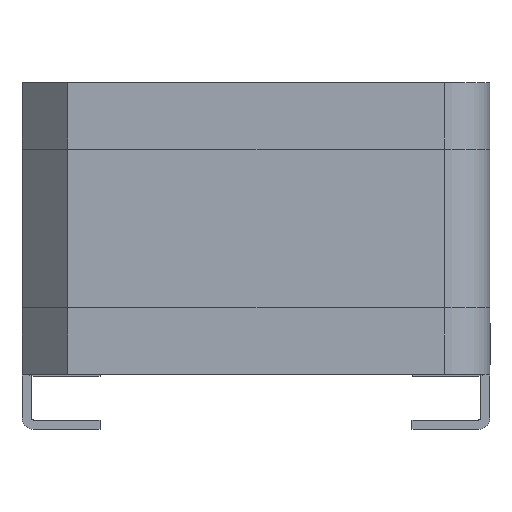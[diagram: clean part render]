
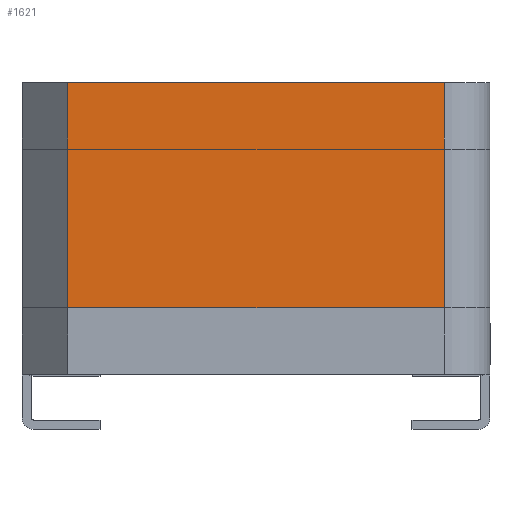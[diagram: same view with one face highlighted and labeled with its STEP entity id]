
A CAD part, left-side view. The second image highlights one B-rep face of the part: STEP entity #1621.
In plain terms, the highlighted planar face has unit normal (-1, 0, 0).
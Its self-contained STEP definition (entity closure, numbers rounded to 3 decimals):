
#1621 = ADVANCED_FACE( '', ( #2977 ), #2978, .F. );
#2977 = FACE_OUTER_BOUND( '', #3595, .T. );
#2978 = PLANE( '', #3596 );
#3595 = EDGE_LOOP( '', ( #4501, #4502, #4503, #4504 ) );
#3596 = AXIS2_PLACEMENT_3D( '', #4505, #4506, #4507 );
#4501 = ORIENTED_EDGE( '', *, *, #6667, .F. );
#4502 = ORIENTED_EDGE( '', *, *, #6672, .T. );
#4503 = ORIENTED_EDGE( '', *, *, #6623, .T. );
#4504 = ORIENTED_EDGE( '', *, *, #6617, .T. );
#4505 = CARTESIAN_POINT( '', ( -5.1, 5.1, 4.9 ) );
#4506 = DIRECTION( '', ( 1., 0., 0. ) );
#4507 = DIRECTION( '', ( 0., 0., -1. ) );
#6617 = EDGE_CURVE( '', #7049, #7046, #7050, .F. );
#6623 = EDGE_CURVE( '', #7059, #7049, #7060, .T. );
#6667 = EDGE_CURVE( '', #7143, #7046, #7145, .T. );
#6672 = EDGE_CURVE( '', #7143, #7059, #7152, .T. );
#7046 = VERTEX_POINT( '', #7429 );
#7049 = VERTEX_POINT( '', #7432 );
#7050 = LINE( '', #7433, #7434 );
#7059 = VERTEX_POINT( '', #7447 );
#7060 = LINE( '', #7448, #7449 );
#7143 = VERTEX_POINT( '', #7552 );
#7145 = LINE( '', #7555, #7556 );
#7152 = LINE( '', #7565, #7566 );
#7429 = CARTESIAN_POINT( '', ( -5.1, -4.1, 4.9 ) );
#7432 = CARTESIAN_POINT( '', ( -5.1, -4.1, 0. ) );
#7433 = CARTESIAN_POINT( '', ( -5.1, -4.1, 4.9 ) );
#7434 = VECTOR( '', #7981, 1000. );
#7447 = CARTESIAN_POINT( '', ( -5.1, 4.1, 0. ) );
#7448 = CARTESIAN_POINT( '', ( -5.1, 5.1, 0. ) );
#7449 = VECTOR( '', #7989, 1000. );
#7552 = CARTESIAN_POINT( '', ( -5.1, 4.1, 4.9 ) );
#7555 = CARTESIAN_POINT( '', ( -5.1, 5.1, 4.9 ) );
#7556 = VECTOR( '', #8077, 1000. );
#7565 = CARTESIAN_POINT( '', ( -5.1, 4.1, 4.9 ) );
#7566 = VECTOR( '', #8086, 1000. );
#7981 = DIRECTION( '', ( 0., 0., -1. ) );
#7989 = DIRECTION( '', ( 0., -1., 0. ) );
#8077 = DIRECTION( '', ( 0., -1., 0. ) );
#8086 = DIRECTION( '', ( 0., 0., -1. ) );
